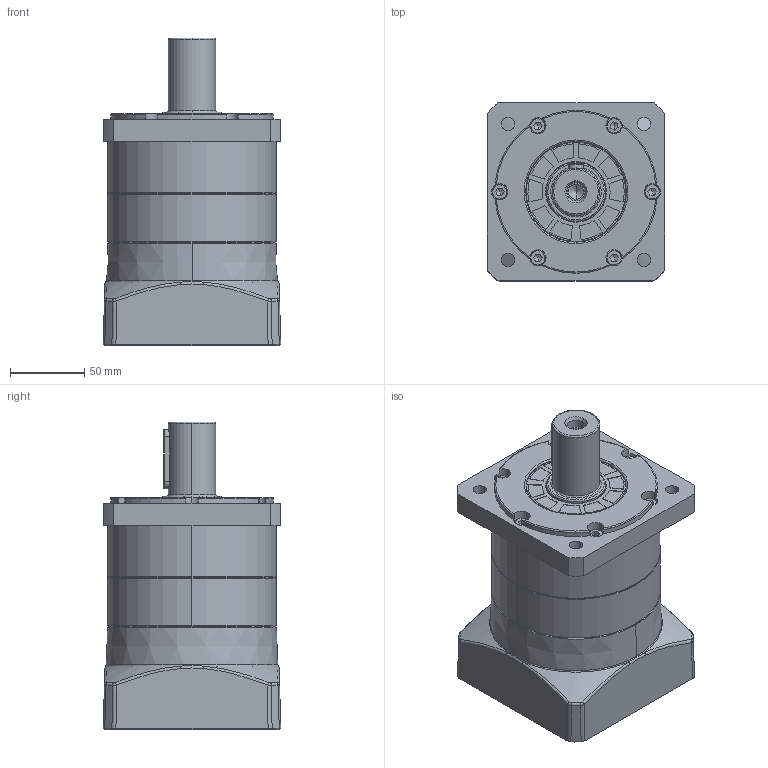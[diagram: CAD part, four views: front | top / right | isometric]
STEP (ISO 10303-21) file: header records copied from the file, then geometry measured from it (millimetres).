
FILE_DESCRIPTION (( 'STEP AP214' ), '1' );
FILE_NAME ('FB-120-L1-P2-¦µ22-¦µ95-¦µ115-M6-59-C32.STEP', '2024-01-05T00:29:28', ( 'admin' ), ( '' ), 'SwSTEP 2.0', 'SolidWorks 2013', '' );
FILE_SCHEMA (( 'AUTOMOTIVE_DESIGN' ));
Length unit declared in the file: millimetre
Products named in the file (9): FB-120-L1-P2-朴22-朴95-朴115-M6-59-C32; 镂空输入法兰FB120-95x70xM6(115); 怀堤傷褲极FB120; A倰す瑩10X40; 怀堤俴陎殤FB120-C32; M6樓粟菜; 内齿圈FB120-D108; FBK嘎殤蚐猾 KG40x68x5; 单边锁输入轴FB120-22（带螺丝）
Assembly tree (19 placements, depth 2):
  FB-120-L1-P2-朴22-朴95-朴115-M6-59-C32
    单边锁输入轴FB120-22（带螺丝）
    FBK嘎殤蚐猾 KG40x68x5
    内齿圈FB120-D108
    M6樓粟菜  x12
    怀堤俴陎殤FB120-C32
    A倰す瑩10X40
    怀堤傷褲极FB120
    镂空输入法兰FB120-95x70xM6(115)
Bounding box: 120 x 120 x 208 mm (x, y, z)
Volume: 1495531.2 mm3; surface area: 244027.9 mm2
Topology: 8 solids, 33 shells, 1244 faces, 3002 edges, 1832 vertices
Faces by surface type: bspline 389, plane 344, cylinder 276, cone 186, torus 49
Entity records: 44734 total; most frequent: CARTESIAN_POINT 24495, ORIENTED_EDGE 4629, DIRECTION 3452, EDGE_CURVE 2318, VERTEX_POINT 1403, AXIS2_PLACEMENT_3D 1396, EDGE_LOOP 1066, ADVANCED_FACE 980
